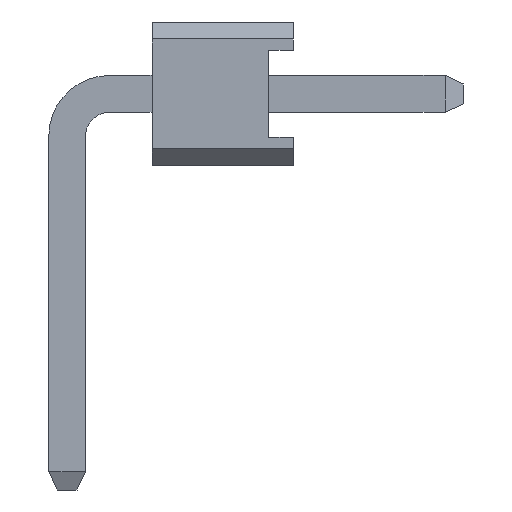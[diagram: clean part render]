
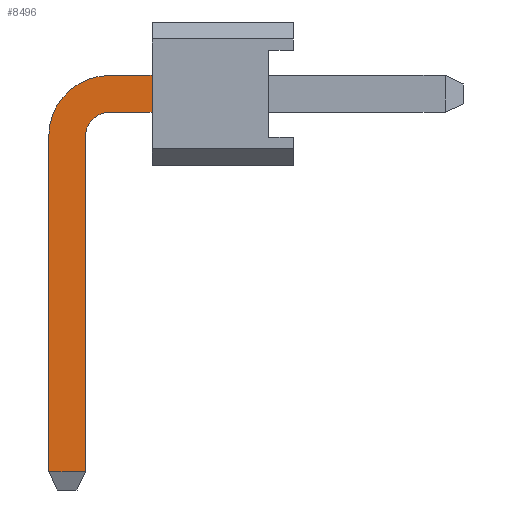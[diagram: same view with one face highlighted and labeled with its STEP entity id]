
A CAD part, left-side view. The second image highlights one B-rep face of the part: STEP entity #8496.
In plain terms, the highlighted planar face has unit normal (-1, 0, 0).
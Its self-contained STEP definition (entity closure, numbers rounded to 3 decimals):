
#5896 = VECTOR ( 'NONE', #5924, 1000. ) ;
#5897 = CARTESIAN_POINT ( 'NONE',  ( -0.325, 2.5, -1.27 ) ) ;
#5898 = LINE ( 'NONE', #5897, #5896 ) ;
#5922 = CARTESIAN_POINT ( 'NONE',  ( -0.325, 2.5, 0.325 ) ) ;
#5923 = CARTESIAN_POINT ( 'NONE',  ( -0.325, 2.5, -0.325 ) ) ;
#5924 = DIRECTION ( 'NONE',  ( 0., 0., 1. ) ) ;
#8477 = EDGE_CURVE ( 'NONE', #8631, #12809, #16993, .T. ) ;
#8478 = ORIENTED_EDGE ( 'NONE', *, *, #12808, .T. ) ;
#8479 = ORIENTED_EDGE ( 'NONE', *, *, #8480, .F. ) ;
#8480 = EDGE_CURVE ( 'NONE', #8481, #12810, #17013, .T. ) ;
#8481 = VERTEX_POINT ( 'NONE', #17009 ) ;
#8482 = ORIENTED_EDGE ( 'NONE', *, *, #8483, .T. ) ;
#8483 = EDGE_CURVE ( 'NONE', #8481, #8500, #17007, .T. ) ;
#8496 = ADVANCED_FACE ( 'NONE', ( #17178 ), #17201, .F. ) ;
#8497 = EDGE_LOOP ( 'NONE', ( #8498, #8502, #8658, #8567, #8632, #8478, #8479, #8482 ) ) ;
#8498 = ORIENTED_EDGE ( 'NONE', *, *, #8499, .T. ) ;
#8499 = EDGE_CURVE ( 'NONE', #8500, #8501, #17098, .T. ) ;
#8500 = VERTEX_POINT ( 'NONE', #17176 ) ;
#8501 = VERTEX_POINT ( 'NONE', #17086 ) ;
#8502 = ORIENTED_EDGE ( 'NONE', *, *, #8552, .T. ) ;
#8503 = VERTEX_POINT ( 'NONE', #17085 ) ;
#8552 = EDGE_CURVE ( 'NONE', #8501, #8503, #17326, .T. ) ;
#8566 = VERTEX_POINT ( 'NONE', #17347 ) ;
#8567 = ORIENTED_EDGE ( 'NONE', *, *, #8568, .F. ) ;
#8568 = EDGE_CURVE ( 'NONE', #8631, #8566, #17286, .T. ) ;
#8631 = VERTEX_POINT ( 'NONE', #17333 ) ;
#8632 = ORIENTED_EDGE ( 'NONE', *, *, #8477, .T. ) ;
#8658 = ORIENTED_EDGE ( 'NONE', *, *, #8659, .F. ) ;
#8659 = EDGE_CURVE ( 'NONE', #8566, #8503, #17483, .T. ) ;
#12808 = EDGE_CURVE ( 'NONE', #12809, #12810, #5898, .T. ) ;
#12809 = VERTEX_POINT ( 'NONE', #5923 ) ;
#12810 = VERTEX_POINT ( 'NONE', #5922 ) ;
#16987 = DIRECTION ( 'NONE',  ( 0., -1., 0. ) ) ;
#16988 = VECTOR ( 'NONE', #16987, 1000. ) ;
#16989 = CARTESIAN_POINT ( 'NONE',  ( -0.325, 3.25, -0.325 ) ) ;
#16993 = LINE ( 'NONE', #16989, #16988 ) ;
#17003 = DIRECTION ( 'NONE',  ( 0., 0., 1. ) ) ;
#17004 = DIRECTION ( 'NONE',  ( -1., 0., 0. ) ) ;
#17005 = CARTESIAN_POINT ( 'NONE',  ( -0.325, 3.25, -0.75 ) ) ;
#17006 = AXIS2_PLACEMENT_3D ( 'NONE', #17005, #17004, #17003 ) ;
#17007 = CIRCLE ( 'NONE', #17006, 1.075 ) ;
#17009 = CARTESIAN_POINT ( 'NONE',  ( -0.325, 3.25, 0.325 ) ) ;
#17010 = DIRECTION ( 'NONE',  ( 0., -1., 0. ) ) ;
#17011 = VECTOR ( 'NONE', #17010, 1000. ) ;
#17012 = CARTESIAN_POINT ( 'NONE',  ( -0.325, 3.25, 0.325 ) ) ;
#17013 = LINE ( 'NONE', #17012, #17011 ) ;
#17085 = CARTESIAN_POINT ( 'NONE',  ( -0.325, 3.675, -6.678 ) ) ;
#17086 = CARTESIAN_POINT ( 'NONE',  ( -0.325, 4.325, -6.678 ) ) ;
#17098 = LINE ( 'NONE', #17128, #17127 ) ;
#17127 = VECTOR ( 'NONE', #17177, 1000. ) ;
#17128 = CARTESIAN_POINT ( 'NONE',  ( -0.325, 4.325, -0.75 ) ) ;
#17176 = CARTESIAN_POINT ( 'NONE',  ( -0.325, 4.325, -0.75 ) ) ;
#17177 = DIRECTION ( 'NONE',  ( 0., 0., -1. ) ) ;
#17178 = FACE_OUTER_BOUND ( 'NONE', #8497, .T. ) ;
#17196 = CARTESIAN_POINT ( 'NONE',  ( -0.325, 3.25, 0.325 ) ) ;
#17199 = DIRECTION ( 'NONE',  ( 0., 0., -1. ) ) ;
#17200 = DIRECTION ( 'NONE',  ( 1., 0., 0. ) ) ;
#17201 = PLANE ( 'NONE',  #17213 ) ;
#17213 = AXIS2_PLACEMENT_3D ( 'NONE', #17196, #17200, #17199 ) ;
#17251 = DIRECTION ( 'NONE',  ( 0., -1., 0. ) ) ;
#17286 = CIRCLE ( 'NONE', #17323, 0.425 ) ;
#17322 = CARTESIAN_POINT ( 'NONE',  ( -0.325, 3.25, -0.75 ) ) ;
#17323 = AXIS2_PLACEMENT_3D ( 'NONE', #17322, #17363, #17362 ) ;
#17326 = LINE ( 'NONE', #17329, #17350 ) ;
#17329 = CARTESIAN_POINT ( 'NONE',  ( -0.325, 3.25, -6.678 ) ) ;
#17333 = CARTESIAN_POINT ( 'NONE',  ( -0.325, 3.25, -0.325 ) ) ;
#17347 = CARTESIAN_POINT ( 'NONE',  ( -0.325, 3.675, -0.75 ) ) ;
#17350 = VECTOR ( 'NONE', #17251, 1000. ) ;
#17362 = DIRECTION ( 'NONE',  ( 0., 0., 1. ) ) ;
#17363 = DIRECTION ( 'NONE',  ( -1., 0., 0. ) ) ;
#17467 = VECTOR ( 'NONE', #17499, 1000. ) ;
#17468 = CARTESIAN_POINT ( 'NONE',  ( -0.325, 3.675, -0.75 ) ) ;
#17483 = LINE ( 'NONE', #17468, #17467 ) ;
#17499 = DIRECTION ( 'NONE',  ( 0., 0., -1. ) ) ;
